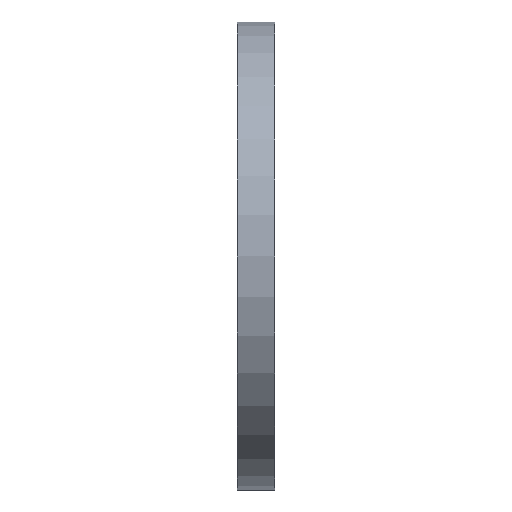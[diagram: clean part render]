
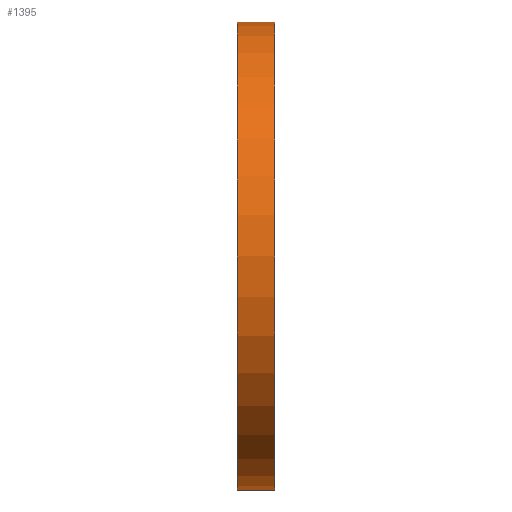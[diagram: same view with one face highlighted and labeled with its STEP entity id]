
A CAD part, front view. The second image highlights one B-rep face of the part: STEP entity #1395.
In plain terms, the highlighted cylindrical face has radius 37.5 mm (diameter 75 mm), a partial arc.
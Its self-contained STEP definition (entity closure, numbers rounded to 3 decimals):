
#39 = VERTEX_POINT ( 'NONE', #1627 ) ;
#46 = CARTESIAN_POINT ( 'NONE',  ( 6., 0., -37.5 ) ) ;
#169 = DIRECTION ( 'NONE',  ( 1., 0., 0. ) ) ;
#234 = AXIS2_PLACEMENT_3D ( 'NONE', #614, #413, #1649 ) ;
#337 = DIRECTION ( 'NONE',  ( 0., 0., -1. ) ) ;
#354 = CIRCLE ( 'NONE', #1122, 37.5 ) ;
#381 = CYLINDRICAL_SURFACE ( 'NONE', #234, 37.5 ) ;
#413 = DIRECTION ( 'NONE',  ( -1., 0., 0. ) ) ;
#490 = ORIENTED_EDGE ( 'NONE', *, *, #681, .T. ) ;
#555 = DIRECTION ( 'NONE',  ( -1., 0., 0. ) ) ;
#614 = CARTESIAN_POINT ( 'NONE',  ( 6., 0., 0. ) ) ;
#659 = CARTESIAN_POINT ( 'NONE',  ( 0., 0., 37.5 ) ) ;
#669 = DIRECTION ( 'NONE',  ( 1., 0., 0. ) ) ;
#681 = EDGE_CURVE ( 'NONE', #1484, #1710, #2026, .T. ) ;
#846 = ORIENTED_EDGE ( 'NONE', *, *, #1109, .T. ) ;
#933 = LINE ( 'NONE', #1642, #1416 ) ;
#938 = CARTESIAN_POINT ( 'NONE',  ( 0., 0., -37.5 ) ) ;
#988 = EDGE_LOOP ( 'NONE', ( #1132, #1377, #846, #490 ) ) ;
#1088 = LINE ( 'NONE', #1265, #1564 ) ;
#1109 = EDGE_CURVE ( 'NONE', #39, #1484, #1088, .T. ) ;
#1122 = AXIS2_PLACEMENT_3D ( 'NONE', #2245, #669, #1716 ) ;
#1132 = ORIENTED_EDGE ( 'NONE', *, *, #1878, .F. ) ;
#1265 = CARTESIAN_POINT ( 'NONE',  ( 6., 0., 37.5 ) ) ;
#1276 = FACE_OUTER_BOUND ( 'NONE', #988, .T. ) ;
#1338 = VERTEX_POINT ( 'NONE', #46 ) ;
#1377 = ORIENTED_EDGE ( 'NONE', *, *, #1517, .F. ) ;
#1395 = ADVANCED_FACE ( 'NONE', ( #1276 ), #381, .T. ) ;
#1408 = DIRECTION ( 'NONE',  ( -1., 0., 0. ) ) ;
#1416 = VECTOR ( 'NONE', #555, 1000. ) ;
#1484 = VERTEX_POINT ( 'NONE', #659 ) ;
#1517 = EDGE_CURVE ( 'NONE', #39, #1338, #354, .T. ) ;
#1564 = VECTOR ( 'NONE', #1408, 1000. ) ;
#1576 = CARTESIAN_POINT ( 'NONE',  ( 0., 0., 0. ) ) ;
#1627 = CARTESIAN_POINT ( 'NONE',  ( 6., 0., 37.5 ) ) ;
#1642 = CARTESIAN_POINT ( 'NONE',  ( 6., 0., -37.5 ) ) ;
#1649 = DIRECTION ( 'NONE',  ( 0., 0., 1. ) ) ;
#1710 = VERTEX_POINT ( 'NONE', #938 ) ;
#1716 = DIRECTION ( 'NONE',  ( 0., 0., -1. ) ) ;
#1878 = EDGE_CURVE ( 'NONE', #1338, #1710, #933, .T. ) ;
#2026 = CIRCLE ( 'NONE', #2206, 37.5 ) ;
#2206 = AXIS2_PLACEMENT_3D ( 'NONE', #1576, #169, #337 ) ;
#2245 = CARTESIAN_POINT ( 'NONE',  ( 6., 0., 0. ) ) ;
